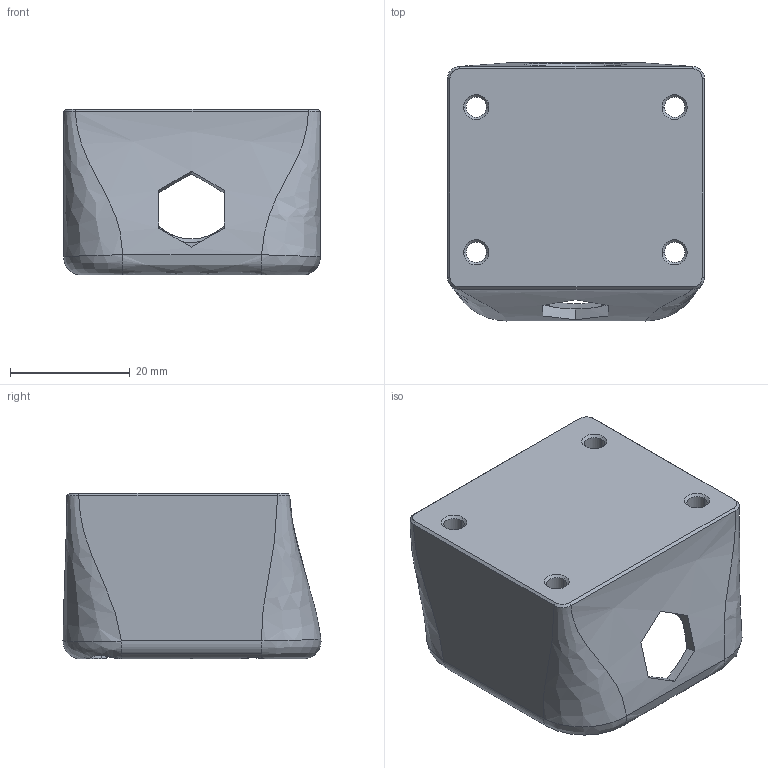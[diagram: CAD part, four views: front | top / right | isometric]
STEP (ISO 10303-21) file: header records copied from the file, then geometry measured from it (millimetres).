
FILE_DESCRIPTION(('STEP AP214'),'1');
FILE_NAME('_a__PanzerBall_x4.stp','2021-06-04T16:36:11',(' '),(' '),'Spatial InterOp 3D',' ',' ');
FILE_SCHEMA(('AUTOMOTIVE_DESIGN { 1 0 10303 214 1 1 1 1 }'));
Length unit declared in the file: metre
Products named in the file (1): [a]_PanzerBall_x4
Bounding box: 43 x 43.18 x 27.75 mm (x, y, z)
Volume: 19996 mm3; surface area: 10323.4 mm2
Topology: 1 solids, 1 shells, 85 faces, 228 edges, 143 vertices
Faces by surface type: bspline 34, cylinder 22, plane 19, cone 8, sphere 2
Entity records: 22368 total; most frequent: CARTESIAN_POINT 20458, ORIENTED_EDGE 452, DIRECTION 294, EDGE_CURVE 226, VERTEX_POINT 143, AXIS2_PLACEMENT_3D 118, B_SPLINE_CURVE_WITH_KNOTS 102, EDGE_LOOP 97
